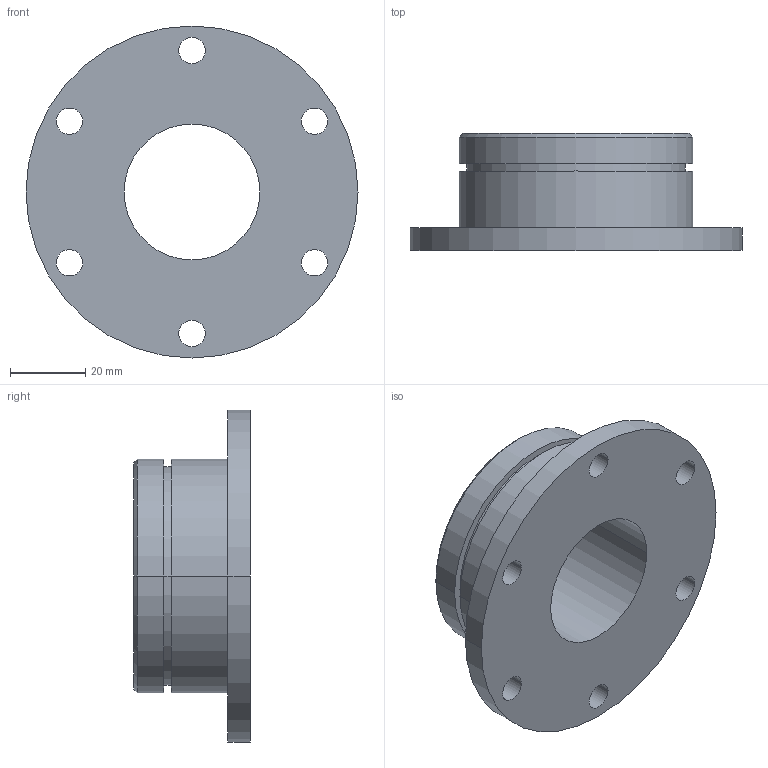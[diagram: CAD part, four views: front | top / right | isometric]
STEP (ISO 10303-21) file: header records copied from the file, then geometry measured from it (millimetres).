
FILE_DESCRIPTION((''),'1');
FILE_NAME('IO1_R21','1999-09-17T10:19:27',('csmetana'),(''),'PRO/ENGINEER BY PARAMETRIC TECHNOLOGY CORPORATION, 1999340','PRO/ENGINEER BY PARAMETRIC TECHNOLOGY CORPORATION, 1999340','');
FILE_SCHEMA(('CCD_CLA_GVP_AST'));
Length unit declared in the file: millimetre
Products named in the file (1): IO1_R21
Bounding box: 88 x 31 x 88 mm (x, y, z)
Volume: 78179.6 mm3; surface area: 21106.1 mm2
Topology: 1 solids, 1 shells, 29 faces, 70 edges, 46 vertices
Faces by surface type: cylinder 22, plane 5, cone 2
Entity records: 1210 total; most frequent: DIRECTION 174, CARTESIAN_POINT 146, ORIENTED_EDGE 140, AXIS2_PLACEMENT_3D 75, PRESENTATION_STYLE_ASSIGNMENT 75, STYLED_ITEM 71, CURVE_STYLE 70, EDGE_CURVE 70
